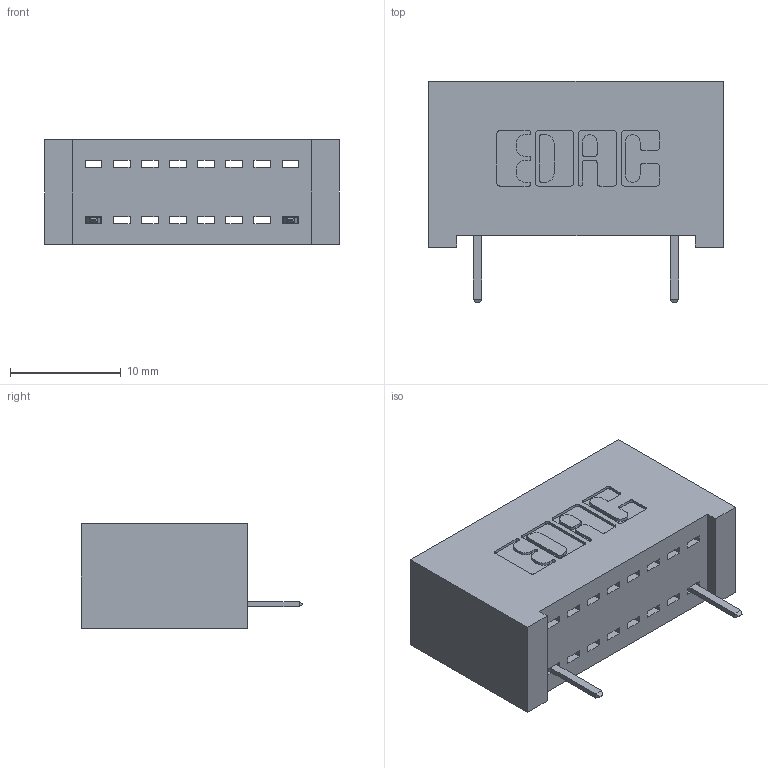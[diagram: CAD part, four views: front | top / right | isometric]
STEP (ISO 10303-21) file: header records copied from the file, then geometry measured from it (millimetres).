
FILE_DESCRIPTION (( 'STEP AP203' ), '1' );
FILE_NAME ('392-008-520-101.STEP', '2018-08-14T19:06:28', ( '' ), ( '' ), 'SwSTEP 2.0', 'SolidWorks 2016', '' );
FILE_SCHEMA (( 'CONFIG_CONTROL_DESIGN' ));
Length unit declared in the file: inch
Products named in the file (3): 345-292-001_345-293-120; 392-008-520-101; 342 Part_Lugless
Assembly tree (3 placements, depth 2):
  392-008-520-101
    342 Part_Lugless
    345-292-001_345-293-120  x2
Bounding box: 26.57 x 20.02 x 9.4 mm (x, y, z)
Volume: 2538.9 mm3; surface area: 3042.7 mm2
Topology: 3 solids, 3 shells, 298 faces, 895 edges, 590 vertices
Faces by surface type: plane 222, cylinder 76
Entity records: 8801 total; most frequent: CARTESIAN_POINT 1568, ORIENTED_EDGE 1506, DIRECTION 1365, EDGE_CURVE 753, LINE 629, VECTOR 629, VERTEX_POINT 498, AXIS2_PLACEMENT_3D 368
